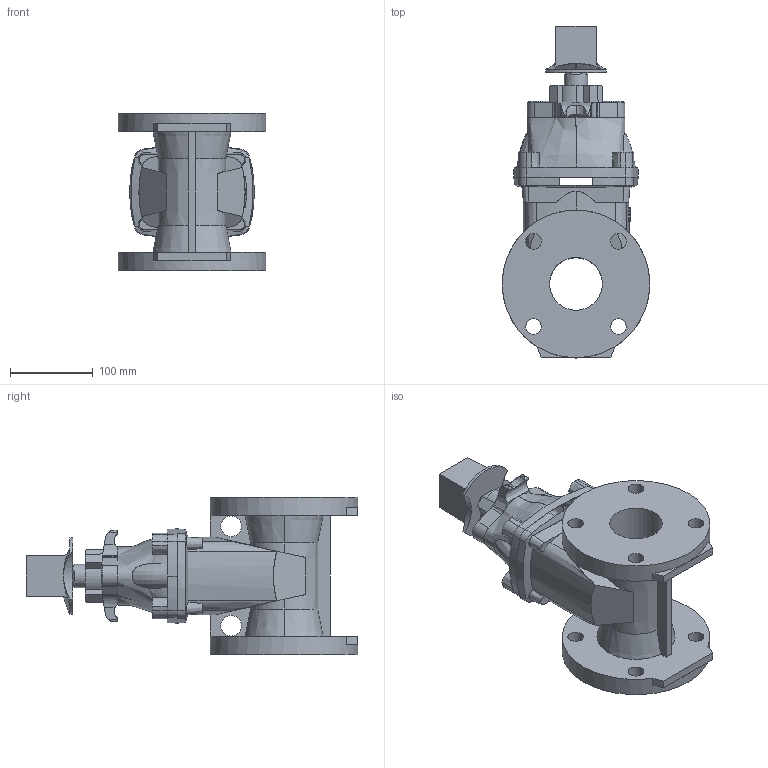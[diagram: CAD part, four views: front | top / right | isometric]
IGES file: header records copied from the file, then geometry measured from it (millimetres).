
Start section: SolidWorks IGES file using analytic representation for surfaces
Global section: file name: O_45_59_DN065_01XXX_AA0_igs.igs; native system: SolidWorks 2012; preprocessor: SolidWorks 2012; author: pbm; date: 170303.083436; units: millimetre
Bounding box: 178 x 400 x 190 mm (x, y, z)
Surface area: 312951.6 mm2 (no closed solid volume)
Topology: 0 solids, 0 shells, 336 faces, 1921 edges, 1892 vertices
Faces by surface type: bspline 180, revolution 156
